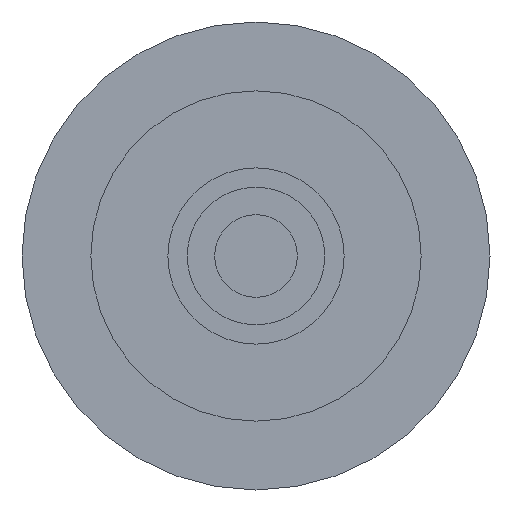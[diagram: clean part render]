
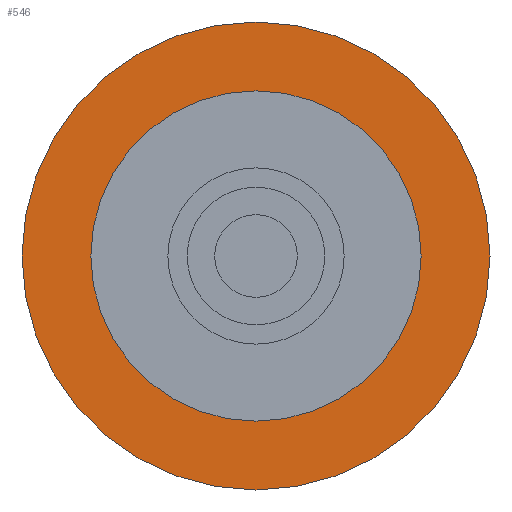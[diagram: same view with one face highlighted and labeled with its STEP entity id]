
A CAD part, left-side view. The second image highlights one B-rep face of the part: STEP entity #546.
In plain terms, the highlighted planar face has unit normal (-1, 0, 0).
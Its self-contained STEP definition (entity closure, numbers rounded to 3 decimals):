
#171=ORIENTED_EDGE('',*,*,#226,.F.);
#172=ORIENTED_EDGE('',*,*,#225,.T.);
#225=EDGE_CURVE('',#271,#271,#313,.T.);
#226=EDGE_CURVE('',#272,#272,#314,.T.);
#271=VERTEX_POINT('',#1017);
#272=VERTEX_POINT('',#1020);
#313=CIRCLE('',#682,85.);
#314=CIRCLE('',#684,60.);
#391=EDGE_LOOP('',(#171));
#392=EDGE_LOOP('',(#172));
#473=FACE_BOUND('',#391,.T.);
#474=FACE_BOUND('',#392,.T.);
#503=PLANE('',#683);
#546=ADVANCED_FACE('',(#473,#474),#503,.F.);
#682=AXIS2_PLACEMENT_3D('',#1016,#865,#866);
#683=AXIS2_PLACEMENT_3D('',#1018,#867,#868);
#684=AXIS2_PLACEMENT_3D('',#1019,#869,#870);
#865=DIRECTION('',(-1.,0.,0.));
#866=DIRECTION('',(0.,0.,1.));
#867=DIRECTION('',(1.,0.,0.));
#868=DIRECTION('',(0.,0.,-1.));
#869=DIRECTION('',(-1.,0.,0.));
#870=DIRECTION('',(0.,0.,1.));
#1016=CARTESIAN_POINT('',(-57.023,0.,-44.757));
#1017=CARTESIAN_POINT('',(-57.023,0.,40.243));
#1018=CARTESIAN_POINT('',(-57.023,0.,40.243));
#1019=CARTESIAN_POINT('',(-57.023,0.,-44.757));
#1020=CARTESIAN_POINT('',(-57.023,0.,15.243));
